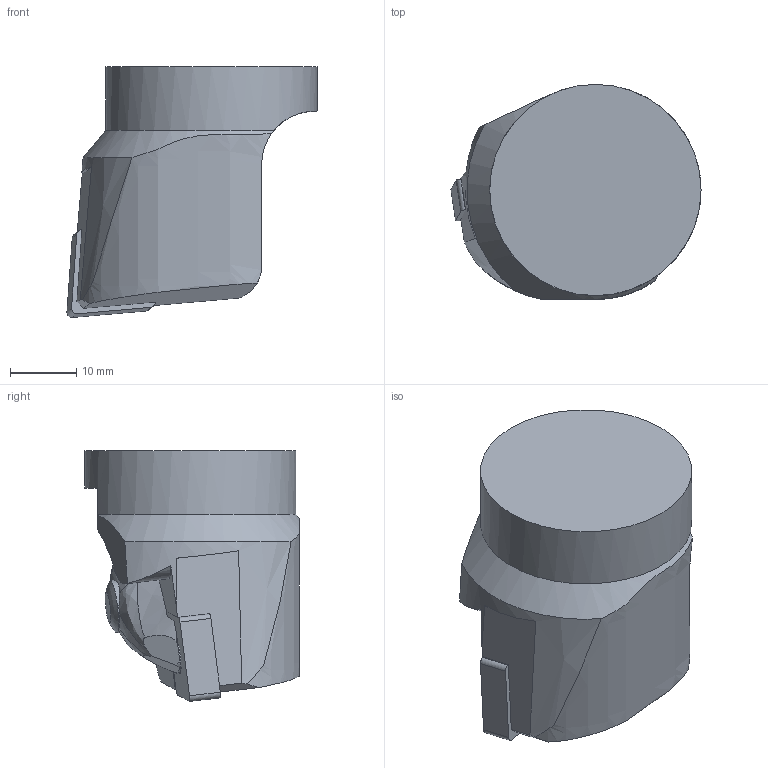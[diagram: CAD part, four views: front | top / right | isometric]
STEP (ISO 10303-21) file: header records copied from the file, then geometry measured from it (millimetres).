
FILE_DESCRIPTION(/* description */ (''),/* implementation_level */ '2;1');
FILE_NAME(/* name */ '1641544240180.stp',/* time_stamp */ '2022-01-07T14:00:49+06:00',/* author */ (''),/* organization */ ('SMS'),/* preprocessor_version */ 'ST-DEVELOPER v16.7',/* originating_system */ 'SIEMENS PLM Software NX 12.0',/* authorisation */ '');
FILE_SCHEMA (('AUTOMOTIVE_DESIGN { 1 0 10303 214 3 1 1 1 }'));
Length unit declared in the file: millimetre
Products named in the file (4): ASSEMBLY_CONSTRUCTION; IsoTurningInsert; 201776457mod000_01; 201776449mod000_01
Assembly tree (3 placements, depth 2):
  201776449mod000_01
    201776457mod000_01
    IsoTurningInsert
    ASSEMBLY_CONSTRUCTION
Bounding box: 37.87 x 32.56 x 38 mm (x, y, z)
Volume: 22327.2 mm3; surface area: 6271.3 mm2
Topology: 2 solids, 2 shells, 72 faces, 202 edges, 140 vertices
Faces by surface type: plane 38, cylinder 21, bspline 9, cone 2, extrusion 1, sphere 1
Full cylindrical faces by diameter (mm): 5 x1, 5.156 x2, 8 x1, 32 x1
Entity records: 2901 total; most frequent: CARTESIAN_POINT 1028, ORIENTED_EDGE 380, DIRECTION 332, EDGE_CURVE 190, VERTEX_POINT 128, AXIS2_PLACEMENT_3D 125, EDGE_LOOP 84, VECTOR 82
